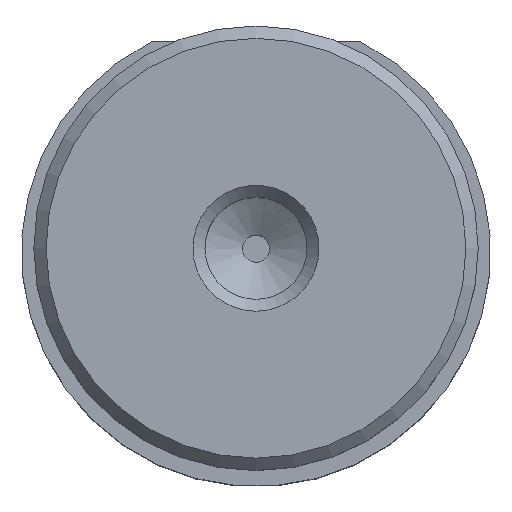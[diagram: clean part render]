
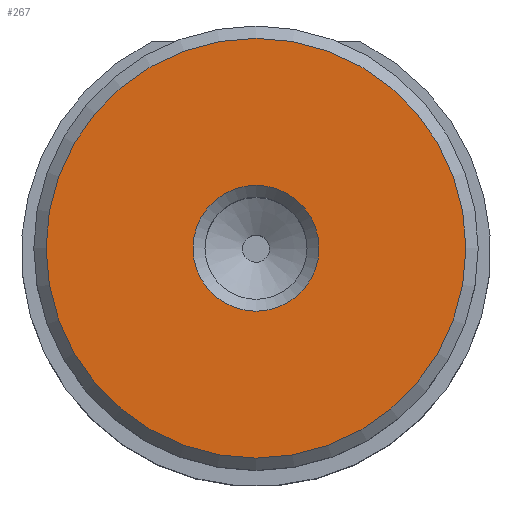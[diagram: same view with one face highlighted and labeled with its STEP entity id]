
A CAD part, top view. The second image highlights one B-rep face of the part: STEP entity #267.
In plain terms, the highlighted planar face has unit normal (0, 0, 1).
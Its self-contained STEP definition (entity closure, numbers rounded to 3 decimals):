
#173=CARTESIAN_POINT('',(-14.084,22.924,5.153));
#174=VERTEX_POINT('',#173);
#175=CARTESIAN_POINT('',(-16.634,22.924,5.153));
#176=DIRECTION('',(0.0,0.0,-1.0));
#177=DIRECTION('',(1.0,0.0,0.0));
#178=AXIS2_PLACEMENT_3D('',#175,#176,#177);
#179=CIRCLE('',#178,2.55);
#180=EDGE_CURVE('',#174,#174,#179,.T.);
#213=CARTESIAN_POINT('',(-8.134,22.924,5.153));
#214=VERTEX_POINT('',#213);
#215=CARTESIAN_POINT('',(-16.634,22.924,5.153));
#216=DIRECTION('',(0.0,0.0,-1.0));
#217=DIRECTION('',(-1.0,0.0,0.0));
#218=AXIS2_PLACEMENT_3D('',#215,#216,#217);
#219=CIRCLE('',#218,8.5);
#220=EDGE_CURVE('',#214,#214,#219,.T.);
#256=CARTESIAN_POINT('',(-16.634,22.924,5.153));
#257=DIRECTION('',(0.0,0.0,-1.0));
#258=DIRECTION('',(-1.0,0.0,0.0));
#259=AXIS2_PLACEMENT_3D('',#256,#257,#258);
#260=PLANE('',#259);
#261=ORIENTED_EDGE('',*,*,#220,.F.);
#262=EDGE_LOOP('',(#261));
#263=FACE_OUTER_BOUND('',#262,.T.);
#264=ORIENTED_EDGE('',*,*,#180,.T.);
#265=EDGE_LOOP('',(#264));
#266=FACE_BOUND('',#265,.T.);
#267=ADVANCED_FACE('',(#263,#266),#260,.F.);
